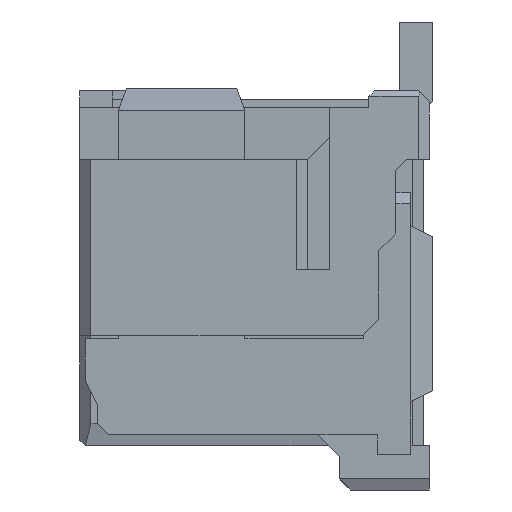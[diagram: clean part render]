
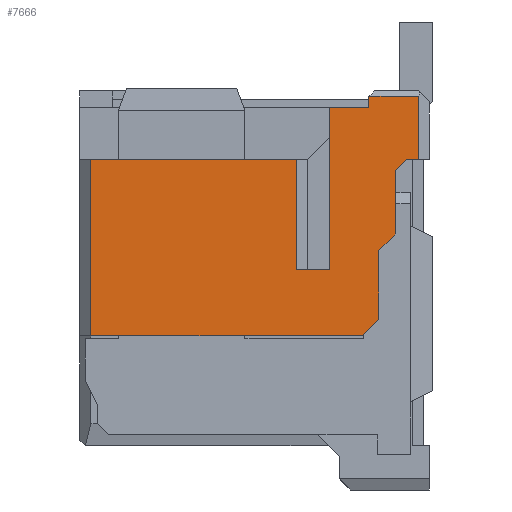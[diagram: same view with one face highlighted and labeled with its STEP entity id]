
A CAD part, left-side view. The second image highlights one B-rep face of the part: STEP entity #7666.
In plain terms, the highlighted planar face has unit normal (-1, 0, 0).
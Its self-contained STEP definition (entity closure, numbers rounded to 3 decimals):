
#945=DIRECTION('',(0.,0.,-1.));
#946=VECTOR('',#945,3.2);
#947=CARTESIAN_POINT('',(-5.15,2.4,2.82));
#948=LINE('',#947,#946);
#949=DIRECTION('',(0.,-1.,0.));
#950=VECTOR('',#949,3.73);
#951=CARTESIAN_POINT('',(-5.15,2.4,2.82));
#952=LINE('',#951,#950);
#953=DIRECTION('',(0.,0.,1.));
#954=VECTOR('',#953,2.);
#955=CARTESIAN_POINT('',(-5.15,-1.33,0.82));
#956=LINE('',#955,#954);
#957=DIRECTION('',(0.,1.,0.));
#958=VECTOR('',#957,0.6);
#959=CARTESIAN_POINT('',(-5.15,-1.93,0.82));
#960=LINE('',#959,#958);
#961=DIRECTION('',(0.,1.,0.));
#962=VECTOR('',#961,0.72);
#963=CARTESIAN_POINT('',(-5.15,-2.65,3.77));
#964=LINE('',#963,#962);
#965=DIRECTION('',(0.,0.,-1.));
#966=VECTOR('',#965,0.2);
#967=CARTESIAN_POINT('',(-5.15,-2.65,3.97));
#968=LINE('',#967,#966);
#969=DIRECTION('',(0.,1.,0.));
#970=VECTOR('',#969,0.9);
#971=CARTESIAN_POINT('',(-5.15,-3.55,3.97));
#972=LINE('',#971,#970);
#973=DIRECTION('',(0.,0.,1.));
#974=VECTOR('',#973,1.15);
#975=CARTESIAN_POINT('',(-5.15,-3.55,2.82));
#976=LINE('',#975,#974);
#977=DIRECTION('',(0.,1.,0.));
#978=VECTOR('',#977,0.22);
#979=CARTESIAN_POINT('',(-5.15,-3.55,2.82));
#980=LINE('',#979,#978);
#981=DIRECTION('',(0.,0.707,-0.707));
#982=VECTOR('',#981,0.283);
#983=CARTESIAN_POINT('',(-5.15,-3.33,2.82));
#984=LINE('',#983,#982);
#985=DIRECTION('',(0.,0.,-1.));
#986=VECTOR('',#985,1.15);
#987=CARTESIAN_POINT('',(-5.15,-3.13,2.62));
#988=LINE('',#987,#986);
#989=DIRECTION('',(0.,0.707,-0.707));
#990=VECTOR('',#989,0.424);
#991=CARTESIAN_POINT('',(-5.15,-3.13,1.47));
#992=LINE('',#991,#990);
#993=DIRECTION('',(0.,0.,-1.));
#994=VECTOR('',#993,1.25);
#995=CARTESIAN_POINT('',(-5.15,-2.83,1.17));
#996=LINE('',#995,#994);
#997=DIRECTION('',(0.,0.707,-0.707));
#998=VECTOR('',#997,0.424);
#999=CARTESIAN_POINT('',(-5.15,-2.83,-0.08));
#1000=LINE('',#999,#998);
#1001=DIRECTION('',(0.,-1.,0.));
#1002=VECTOR('',#1001,4.93);
#1003=CARTESIAN_POINT('',(-5.15,2.4,-0.38));
#1004=LINE('',#1003,#1002);
#4801=DIRECTION('',(0.,0.,-1.));
#4802=VECTOR('',#4801,2.95);
#4803=CARTESIAN_POINT('',(-5.15,-1.93,3.77));
#4804=LINE('',#4803,#4802);
#5021=CARTESIAN_POINT('',(-5.15,-3.33,2.82));
#5022=CARTESIAN_POINT('',(-5.15,-3.13,2.62));
#5023=VERTEX_POINT('',#5021);
#5024=VERTEX_POINT('',#5022);
#5025=CARTESIAN_POINT('',(-5.15,-3.13,1.47));
#5026=VERTEX_POINT('',#5025);
#5027=CARTESIAN_POINT('',(-5.15,-2.83,1.17));
#5028=VERTEX_POINT('',#5027);
#5029=CARTESIAN_POINT('',(-5.15,-2.83,-0.08));
#5030=VERTEX_POINT('',#5029);
#5031=CARTESIAN_POINT('',(-5.15,-2.53,-0.38));
#5032=VERTEX_POINT('',#5031);
#5033=CARTESIAN_POINT('',(-5.15,-1.93,3.77));
#5035=VERTEX_POINT('',#5033);
#5041=CARTESIAN_POINT('',(-5.15,-2.65,3.77));
#5042=VERTEX_POINT('',#5041);
#5560=CARTESIAN_POINT('',(-5.15,-1.93,0.82));
#5561=CARTESIAN_POINT('',(-5.15,-1.33,0.82));
#5562=VERTEX_POINT('',#5560);
#5563=VERTEX_POINT('',#5561);
#5564=CARTESIAN_POINT('',(-5.15,-1.33,2.82));
#5565=VERTEX_POINT('',#5564);
#5596=CARTESIAN_POINT('',(-5.15,2.4,-0.38));
#5598=VERTEX_POINT('',#5596);
#5602=CARTESIAN_POINT('',(-5.15,2.4,2.82));
#5603=VERTEX_POINT('',#5602);
#5654=CARTESIAN_POINT('',(-5.15,-3.55,3.97));
#5655=CARTESIAN_POINT('',(-5.15,-2.65,3.97));
#5656=VERTEX_POINT('',#5654);
#5657=VERTEX_POINT('',#5655);
#5667=CARTESIAN_POINT('',(-5.15,-3.55,2.82));
#5669=VERTEX_POINT('',#5667);
#7629=CARTESIAN_POINT('',(-5.15,0.,0.445));
#7630=DIRECTION('',(-1.,0.,0.));
#7631=DIRECTION('',(0.,0.,1.));
#7632=AXIS2_PLACEMENT_3D('',#7629,#7630,#7631);
#7633=PLANE('',#7632);
#7635=ORIENTED_EDGE('',*,*,#7634,.F.);
#7637=ORIENTED_EDGE('',*,*,#7636,.T.);
#7639=ORIENTED_EDGE('',*,*,#7638,.F.);
#7641=ORIENTED_EDGE('',*,*,#7640,.F.);
#7643=ORIENTED_EDGE('',*,*,#7642,.F.);
#7644=ORIENTED_EDGE('',*,*,#7311,.F.);
#7645=ORIENTED_EDGE('',*,*,#7552,.F.);
#7647=ORIENTED_EDGE('',*,*,#7646,.F.);
#7649=ORIENTED_EDGE('',*,*,#7648,.F.);
#7651=ORIENTED_EDGE('',*,*,#7650,.T.);
#7653=ORIENTED_EDGE('',*,*,#7652,.T.);
#7655=ORIENTED_EDGE('',*,*,#7654,.T.);
#7657=ORIENTED_EDGE('',*,*,#7656,.T.);
#7659=ORIENTED_EDGE('',*,*,#7658,.T.);
#7661=ORIENTED_EDGE('',*,*,#7660,.T.);
#7663=ORIENTED_EDGE('',*,*,#7662,.F.);
#7664=EDGE_LOOP('',(#7635,#7637,#7639,#7641,#7643,#7644,#7645,#7647,#7649,#7651,
#7653,#7655,#7657,#7659,#7661,#7663));
#7665=FACE_OUTER_BOUND('',#7664,.F.);
#7666=ADVANCED_FACE('',(#7665),#7633,.T.);
#7311=EDGE_CURVE('',#5042,#5035,#964,.T.);
#7552=EDGE_CURVE('',#5657,#5042,#968,.T.);
#7634=EDGE_CURVE('',#5603,#5598,#948,.T.);
#7636=EDGE_CURVE('',#5603,#5565,#952,.T.);
#7638=EDGE_CURVE('',#5563,#5565,#956,.T.);
#7640=EDGE_CURVE('',#5562,#5563,#960,.T.);
#7642=EDGE_CURVE('',#5035,#5562,#4804,.T.);
#7646=EDGE_CURVE('',#5656,#5657,#972,.T.);
#7648=EDGE_CURVE('',#5669,#5656,#976,.T.);
#7650=EDGE_CURVE('',#5669,#5023,#980,.T.);
#7652=EDGE_CURVE('',#5023,#5024,#984,.T.);
#7654=EDGE_CURVE('',#5024,#5026,#988,.T.);
#7656=EDGE_CURVE('',#5026,#5028,#992,.T.);
#7658=EDGE_CURVE('',#5028,#5030,#996,.T.);
#7660=EDGE_CURVE('',#5030,#5032,#1000,.T.);
#7662=EDGE_CURVE('',#5598,#5032,#1004,.T.);
